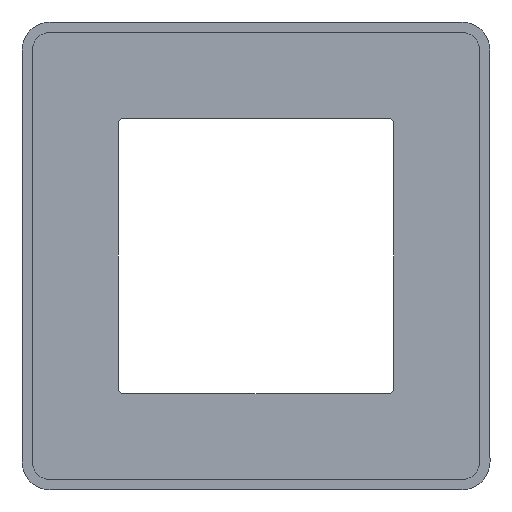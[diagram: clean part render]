
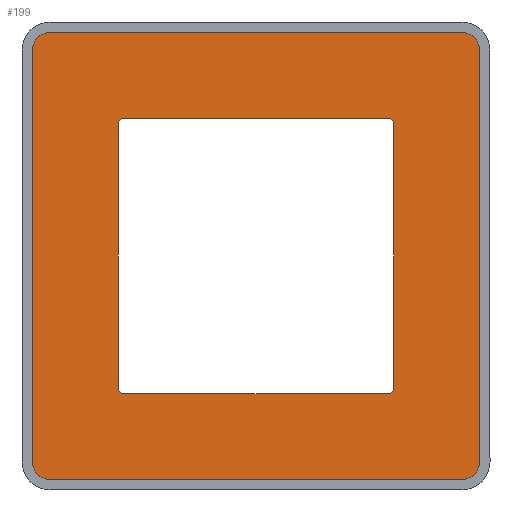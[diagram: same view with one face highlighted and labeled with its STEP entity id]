
A CAD part, front view. The second image highlights one B-rep face of the part: STEP entity #199.
In plain terms, the highlighted planar face has unit normal (0, -1, 0).
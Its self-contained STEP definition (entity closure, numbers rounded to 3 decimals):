
#2 = DIRECTION ( 'NONE',  ( 0., 0., 1. ) ) ;
#5 = VERTEX_POINT ( 'NONE', #300 ) ;
#7 = CIRCLE ( 'NONE', #456, 5.2 ) ;
#15 = DIRECTION ( 'NONE',  ( 0., 0., 1. ) ) ;
#26 = ORIENTED_EDGE ( 'NONE', *, *, #869, .F. ) ;
#30 = CARTESIAN_POINT ( 'NONE',  ( -65.2, 22., 0. ) ) ;
#41 = ORIENTED_EDGE ( 'NONE', *, *, #360, .F. ) ;
#42 = DIRECTION ( 'NONE',  ( 0., -1., 0. ) ) ;
#44 = DIRECTION ( 'NONE',  ( 0., 0., 1. ) ) ;
#47 = EDGE_CURVE ( 'NONE', #292, #535, #620, .T. ) ;
#51 = DIRECTION ( 'NONE',  ( 0., -1., 0. ) ) ;
#54 = EDGE_CURVE ( 'NONE', #629, #955, #435, .T. ) ;
#64 = EDGE_CURVE ( 'NONE', #689, #713, #837, .T. ) ;
#75 = CARTESIAN_POINT ( 'NONE',  ( 40.2, 22., 38.2 ) ) ;
#97 = ORIENTED_EDGE ( 'NONE', *, *, #550, .T. ) ;
#101 = PLANE ( 'NONE',  #642 ) ;
#104 = AXIS2_PLACEMENT_3D ( 'NONE', #1073, #42, #523 ) ;
#123 = VECTOR ( 'NONE', #479, 1000. ) ;
#130 = ORIENTED_EDGE ( 'NONE', *, *, #710, .F. ) ;
#135 = DIRECTION ( 'NONE',  ( 0., 0., -1. ) ) ;
#139 = CARTESIAN_POINT ( 'NONE',  ( 0., 22., 65.2 ) ) ;
#143 = DIRECTION ( 'NONE',  ( 0., -1., 0. ) ) ;
#144 = CIRCLE ( 'NONE', #260, 2. ) ;
#145 = CARTESIAN_POINT ( 'NONE',  ( 65.2, 22., 0. ) ) ;
#152 = CARTESIAN_POINT ( 'NONE',  ( 60., 22., 65.2 ) ) ;
#155 = EDGE_CURVE ( 'NONE', #1103, #695, #914, .T. ) ;
#169 = CARTESIAN_POINT ( 'NONE',  ( 40.2, 22., 0. ) ) ;
#170 = CARTESIAN_POINT ( 'NONE',  ( 0., 22., 0. ) ) ;
#177 = VERTEX_POINT ( 'NONE', #664 ) ;
#199 = ADVANCED_FACE ( 'NONE', ( #852, #247 ), #101, .F. ) ;
#209 = VECTOR ( 'NONE', #44, 1000. ) ;
#212 = DIRECTION ( 'NONE',  ( -1., 0., 0. ) ) ;
#220 = CARTESIAN_POINT ( 'NONE',  ( 40.2, 22., -38.2 ) ) ;
#229 = VECTOR ( 'NONE', #908, 1000. ) ;
#238 = DIRECTION ( 'NONE',  ( 0., 0., 1. ) ) ;
#247 = FACE_OUTER_BOUND ( 'NONE', #280, .T. ) ;
#260 = AXIS2_PLACEMENT_3D ( 'NONE', #1131, #411, #15 ) ;
#263 = CARTESIAN_POINT ( 'NONE',  ( -65.2, 22., 60. ) ) ;
#264 = ORIENTED_EDGE ( 'NONE', *, *, #343, .T. ) ;
#270 = DIRECTION ( 'NONE',  ( 0., 1., 0. ) ) ;
#271 = CARTESIAN_POINT ( 'NONE',  ( 60., 22., -65.2 ) ) ;
#272 = DIRECTION ( 'NONE',  ( 0., 0., 1. ) ) ;
#276 = EDGE_CURVE ( 'NONE', #359, #177, #144, .T. ) ;
#278 = CARTESIAN_POINT ( 'NONE',  ( 60., 22., 60. ) ) ;
#280 = EDGE_LOOP ( 'NONE', ( #538, #264, #1066, #97, #864, #130, #41, #376 ) ) ;
#292 = VERTEX_POINT ( 'NONE', #330 ) ;
#300 = CARTESIAN_POINT ( 'NONE',  ( -65.2, 22., -60. ) ) ;
#317 = CARTESIAN_POINT ( 'NONE',  ( 38.2, 22., -38.2 ) ) ;
#323 = DIRECTION ( 'NONE',  ( 0., 0., 1. ) ) ;
#330 = CARTESIAN_POINT ( 'NONE',  ( 38.2, 22., -40.2 ) ) ;
#334 = CARTESIAN_POINT ( 'NONE',  ( -40.2, 22., 38.2 ) ) ;
#339 = CARTESIAN_POINT ( 'NONE',  ( -38.2, 22., 40.2 ) ) ;
#343 = EDGE_CURVE ( 'NONE', #695, #939, #878, .T. ) ;
#358 = EDGE_CURVE ( 'NONE', #177, #292, #889, .T. ) ;
#359 = VERTEX_POINT ( 'NONE', #973 ) ;
#360 = EDGE_CURVE ( 'NONE', #778, #949, #634, .T. ) ;
#371 = CIRCLE ( 'NONE', #404, 5.2 ) ;
#376 = ORIENTED_EDGE ( 'NONE', *, *, #774, .T. ) ;
#378 = CARTESIAN_POINT ( 'NONE',  ( -40.2, 22., 0. ) ) ;
#392 = EDGE_CURVE ( 'NONE', #713, #359, #554, .T. ) ;
#393 = LINE ( 'NONE', #139, #229 ) ;
#404 = AXIS2_PLACEMENT_3D ( 'NONE', #609, #1130, #2 ) ;
#406 = CARTESIAN_POINT ( 'NONE',  ( -60., 22., 65.2 ) ) ;
#408 = ORIENTED_EDGE ( 'NONE', *, *, #47, .F. ) ;
#411 = DIRECTION ( 'NONE',  ( 0., -1., 0. ) ) ;
#420 = EDGE_CURVE ( 'NONE', #5, #723, #1084, .T. ) ;
#435 = CIRCLE ( 'NONE', #762, 2. ) ;
#451 = VECTOR ( 'NONE', #135, 1000. ) ;
#456 = AXIS2_PLACEMENT_3D ( 'NONE', #671, #143, #740 ) ;
#463 = LINE ( 'NONE', #815, #786 ) ;
#479 = DIRECTION ( 'NONE',  ( 0., 0., 1. ) ) ;
#485 = CARTESIAN_POINT ( 'NONE',  ( 38.2, 22., 40.2 ) ) ;
#487 = CARTESIAN_POINT ( 'NONE',  ( -38.2, 22., 38.2 ) ) ;
#489 = AXIS2_PLACEMENT_3D ( 'NONE', #487, #938, #323 ) ;
#517 = ORIENTED_EDGE ( 'NONE', *, *, #392, .F. ) ;
#523 = DIRECTION ( 'NONE',  ( 0., 0., 1. ) ) ;
#535 = VERTEX_POINT ( 'NONE', #220 ) ;
#538 = ORIENTED_EDGE ( 'NONE', *, *, #155, .T. ) ;
#550 = EDGE_CURVE ( 'NONE', #557, #723, #7, .T. ) ;
#554 = LINE ( 'NONE', #378, #451 ) ;
#557 = VERTEX_POINT ( 'NONE', #406 ) ;
#572 = DIRECTION ( 'NONE',  ( 0., -1., 0. ) ) ;
#587 = CARTESIAN_POINT ( 'NONE',  ( 65.2, 22., 60. ) ) ;
#597 = ORIENTED_EDGE ( 'NONE', *, *, #276, .F. ) ;
#600 = CARTESIAN_POINT ( 'NONE',  ( 65.2, 22., -60. ) ) ;
#604 = CIRCLE ( 'NONE', #104, 5.2 ) ;
#605 = EDGE_CURVE ( 'NONE', #535, #629, #1044, .T. ) ;
#609 = CARTESIAN_POINT ( 'NONE',  ( -60., 22., -60. ) ) ;
#620 = CIRCLE ( 'NONE', #1087, 2. ) ;
#626 = ORIENTED_EDGE ( 'NONE', *, *, #605, .F. ) ;
#627 = CARTESIAN_POINT ( 'NONE',  ( 0., 22., -40.2 ) ) ;
#629 = VERTEX_POINT ( 'NONE', #75 ) ;
#634 = LINE ( 'NONE', #639, #1055 ) ;
#639 = CARTESIAN_POINT ( 'NONE',  ( 0., 22., -65.2 ) ) ;
#642 = AXIS2_PLACEMENT_3D ( 'NONE', #170, #270, #766 ) ;
#660 = AXIS2_PLACEMENT_3D ( 'NONE', #278, #725, #272 ) ;
#664 = CARTESIAN_POINT ( 'NONE',  ( -38.2, 22., -40.2 ) ) ;
#671 = CARTESIAN_POINT ( 'NONE',  ( -60., 22., 60. ) ) ;
#689 = VERTEX_POINT ( 'NONE', #339 ) ;
#695 = VERTEX_POINT ( 'NONE', #587 ) ;
#710 = EDGE_CURVE ( 'NONE', #949, #5, #371, .T. ) ;
#713 = VERTEX_POINT ( 'NONE', #334 ) ;
#718 = ORIENTED_EDGE ( 'NONE', *, *, #54, .F. ) ;
#723 = VERTEX_POINT ( 'NONE', #263 ) ;
#725 = DIRECTION ( 'NONE',  ( 0., -1., 0. ) ) ;
#739 = CARTESIAN_POINT ( 'NONE',  ( -60., 22., -65.2 ) ) ;
#740 = DIRECTION ( 'NONE',  ( 0., 0., 1. ) ) ;
#745 = DIRECTION ( 'NONE',  ( 0., 0., 1. ) ) ;
#762 = AXIS2_PLACEMENT_3D ( 'NONE', #836, #51, #745 ) ;
#766 = DIRECTION ( 'NONE',  ( 0., 0., 1. ) ) ;
#774 = EDGE_CURVE ( 'NONE', #778, #1103, #604, .T. ) ;
#778 = VERTEX_POINT ( 'NONE', #271 ) ;
#786 = VECTOR ( 'NONE', #1078, 1000. ) ;
#815 = CARTESIAN_POINT ( 'NONE',  ( 0., 22., 40.2 ) ) ;
#836 = CARTESIAN_POINT ( 'NONE',  ( 38.2, 22., 38.2 ) ) ;
#837 = CIRCLE ( 'NONE', #489, 2. ) ;
#850 = DIRECTION ( 'NONE',  ( 0., 0., 1. ) ) ;
#852 = FACE_BOUND ( 'NONE', #1032, .T. ) ;
#864 = ORIENTED_EDGE ( 'NONE', *, *, #420, .F. ) ;
#868 = ORIENTED_EDGE ( 'NONE', *, *, #64, .F. ) ;
#869 = EDGE_CURVE ( 'NONE', #955, #689, #463, .T. ) ;
#878 = CIRCLE ( 'NONE', #660, 5.2 ) ;
#889 = LINE ( 'NONE', #627, #897 ) ;
#897 = VECTOR ( 'NONE', #1002, 1000. ) ;
#908 = DIRECTION ( 'NONE',  ( -1., 0., 0. ) ) ;
#914 = LINE ( 'NONE', #145, #123 ) ;
#938 = DIRECTION ( 'NONE',  ( 0., -1., 0. ) ) ;
#939 = VERTEX_POINT ( 'NONE', #152 ) ;
#942 = ORIENTED_EDGE ( 'NONE', *, *, #358, .F. ) ;
#948 = EDGE_CURVE ( 'NONE', #939, #557, #393, .T. ) ;
#949 = VERTEX_POINT ( 'NONE', #739 ) ;
#955 = VERTEX_POINT ( 'NONE', #485 ) ;
#973 = CARTESIAN_POINT ( 'NONE',  ( -40.2, 22., -38.2 ) ) ;
#1002 = DIRECTION ( 'NONE',  ( 1., 0., 0. ) ) ;
#1032 = EDGE_LOOP ( 'NONE', ( #626, #408, #942, #597, #517, #868, #26, #718 ) ) ;
#1044 = LINE ( 'NONE', #169, #1111 ) ;
#1055 = VECTOR ( 'NONE', #212, 1000. ) ;
#1066 = ORIENTED_EDGE ( 'NONE', *, *, #948, .T. ) ;
#1073 = CARTESIAN_POINT ( 'NONE',  ( 60., 22., -60. ) ) ;
#1078 = DIRECTION ( 'NONE',  ( -1., 0., 0. ) ) ;
#1084 = LINE ( 'NONE', #30, #209 ) ;
#1087 = AXIS2_PLACEMENT_3D ( 'NONE', #317, #572, #238 ) ;
#1103 = VERTEX_POINT ( 'NONE', #600 ) ;
#1111 = VECTOR ( 'NONE', #850, 1000. ) ;
#1130 = DIRECTION ( 'NONE',  ( 0., 1., 0. ) ) ;
#1131 = CARTESIAN_POINT ( 'NONE',  ( -38.2, 22., -38.2 ) ) ;
